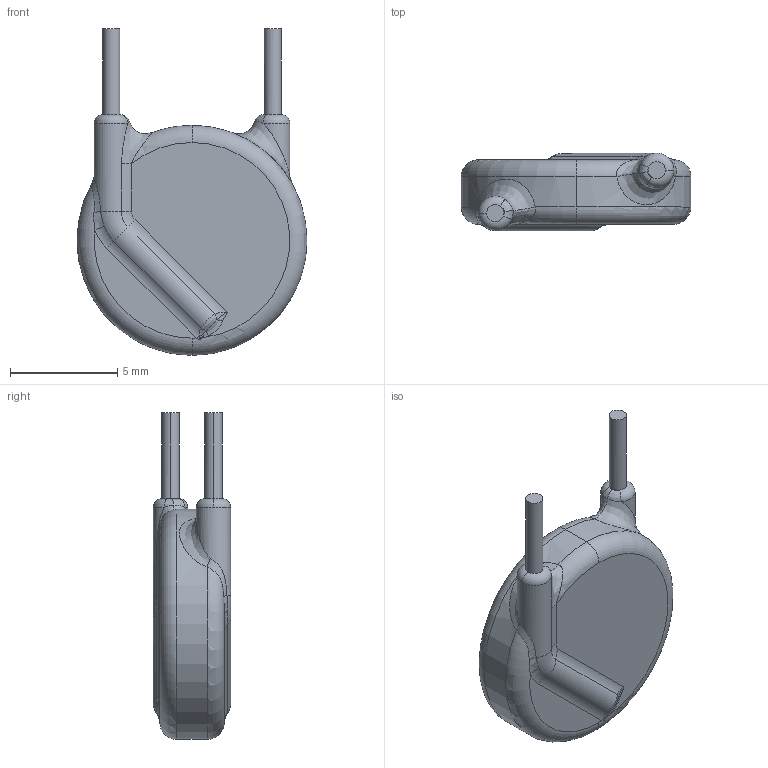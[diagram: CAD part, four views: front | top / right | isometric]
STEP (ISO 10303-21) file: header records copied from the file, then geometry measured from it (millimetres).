
FILE_DESCRIPTION (( 'STEP AP214' ), '1' );
FILE_NAME ('10D471K.STEP', '2016-09-07T08:53:41', ( '鎮窀' ), ( '' ), 'SwSTEP 2.0', 'SolidWorks 2016', '' );
FILE_SCHEMA (( 'AUTOMOTIVE_DESIGN' ));
Length unit declared in the file: millimetre
Products named in the file (1): 10D471K
Bounding box: 10.7 x 3.6 x 15.2 mm (x, y, z)
Volume: 280.1 mm3; surface area: 298.3 mm2
Topology: 1 solids, 1 shells, 77 faces, 178 edges, 95 vertices
Faces by surface type: bspline 36, cylinder 17, torus 16, plane 8
Entity records: 4249 total; most frequent: CARTESIAN_POINT 1947, ORIENTED_EDGE 340, DIRECTION 283, EDGE_CURVE 170, AXIS2_PLACEMENT_3D 132, VERTEX_POINT 95, CIRCLE 90, FACE_OUTER_BOUND 77
